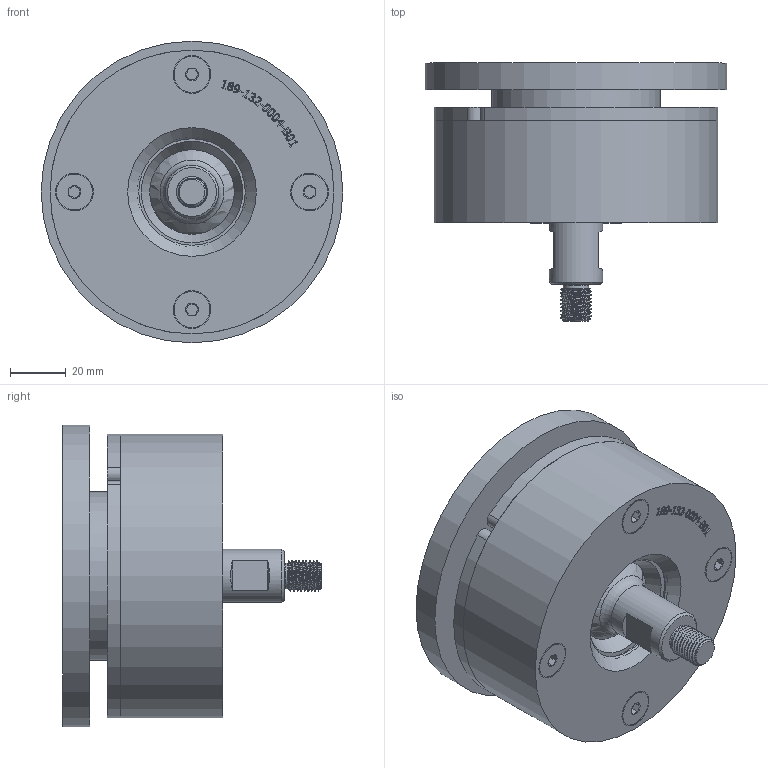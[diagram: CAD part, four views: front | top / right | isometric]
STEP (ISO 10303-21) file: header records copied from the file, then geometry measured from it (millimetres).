
FILE_DESCRIPTION(/* description */ (''),/* implementation_level */ '2;1');
FILE_NAME(/* name */ 'CAPTIVE ENDING OEM LITE.stp',/* time_stamp */ '2018-12-13T15:11:41-05:00',/* author */ ('sboulais'),/* organization */ (''),/* preprocessor_version */ 'ST-DEVELOPER v16.13',/* originating_system */ 'Autodesk Inventor 2018',/* authorisation */ '');
FILE_SCHEMA (('CONFIG_CONTROL_DESIGN','AUTOMOTIVE_DESIGN { 1 0 10303 214 3 1 1 }'));
Length unit declared in the file: inch
Products named in the file (1): CAPTIVE ENDING OEM LITE
Bounding box: 107.95 x 92.37 x 107.95 mm (x, y, z)
Volume: 428407.9 mm3; surface area: 106849.9 mm2
Topology: 11 solids, 11 shells, 518 faces, 1323 edges, 863 vertices
Faces by surface type: plane 178, bspline 147, cylinder 139, cone 44, torus 7, sphere 3
Full cylindrical faces by diameter (mm): 4.978 x4, 6.35 x96, 6.756 x4, 9.042 x1, 13.487 x4, 19.05 x1, 39.688 x1, 60.35 x1, 68.263 x1, 69.85 x1, 69.875 x2, 101.6 x1, 107.95 x1
Entity records: 37824 total; most frequent: CARTESIAN_POINT 28841, ORIENTED_EDGE 1894, DIRECTION 1297, EDGE_CURVE 947, VERTEX_POINT 638, EDGE_LOOP 527, LINE 465, VECTOR 465
